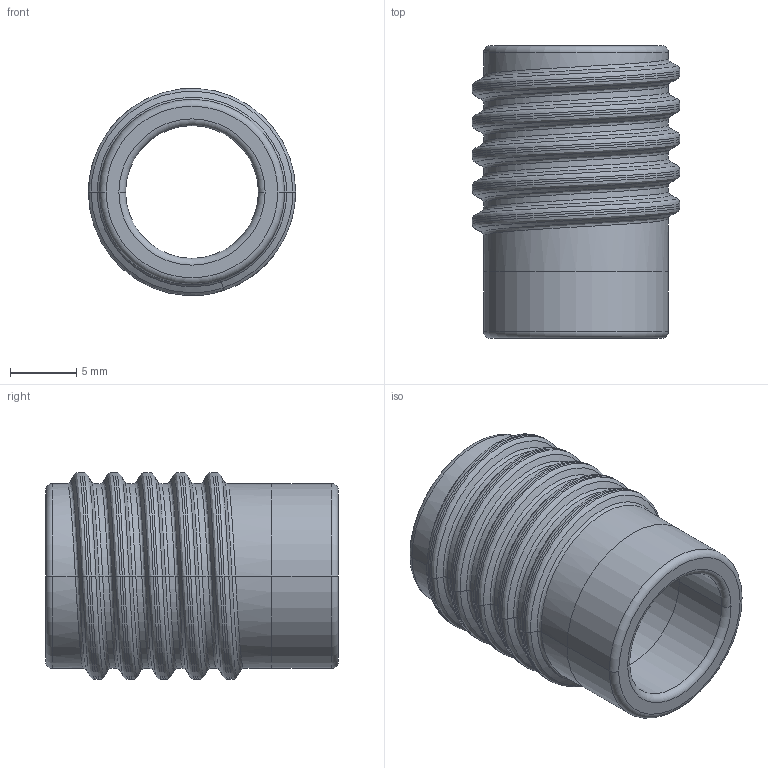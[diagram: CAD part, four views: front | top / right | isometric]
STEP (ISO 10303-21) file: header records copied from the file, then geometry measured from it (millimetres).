
FILE_DESCRIPTION(('CATIA V5 STEP Exchange'),'2;1');
FILE_NAME('BOS_V2_LEVEL_SENSOR_SCREW.stp','2023-11-26T18:54:47+00:00',('none'),('none'),'CATIA Unofficial Packaging Version SP3','CATIA V5 STEP AP203','none');
FILE_SCHEMA(('CONFIG_CONTROL_DESIGN'));
Length unit declared in the file: millimetre
Products named in the file (1): BOS_V2_LEVEL_SENSOR_SCREW
Bounding box: 15.6 x 22 x 15.58 mm (x, y, z)
Volume: 1842 mm3; surface area: 1990.6 mm2
Topology: 1 solids, 1 shells, 109 faces, 227 edges, 120 vertices
Faces by surface type: bspline 80, cylinder 17, torus 8, plane 4
Entity records: 4845 total; most frequent: CARTESIAN_POINT 3275, ORIENTED_EDGE 454, EDGE_CURVE 227, VERTEX_POINT 120, EDGE_LOOP 111, ADVANCED_FACE 109, FACE_OUTER_BOUND 109, B_SPLINE_CURVE_WITH_KNOTS 96
